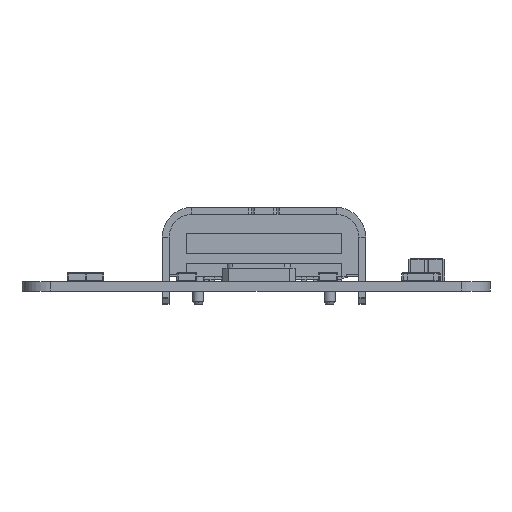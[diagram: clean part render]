
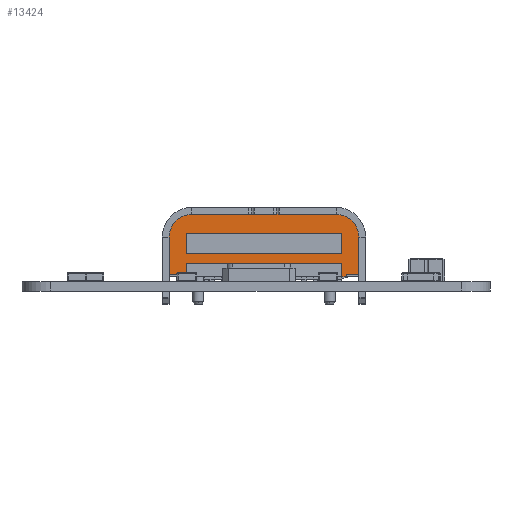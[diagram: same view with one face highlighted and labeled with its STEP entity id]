
A CAD part, front view. The second image highlights one B-rep face of the part: STEP entity #13424.
In plain terms, the highlighted planar face has unit normal (0, -1, 0).
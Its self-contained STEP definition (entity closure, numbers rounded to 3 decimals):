
#11718 = VERTEX_POINT('',#11719);
#11719 = CARTESIAN_POINT('',(-3.079,-3.664,
    2.96));
#11725 = EDGE_CURVE('',#11718,#11726,#11728,.T.);
#11726 = VERTEX_POINT('',#11727);
#11727 = CARTESIAN_POINT('',(3.271,-3.664,
    2.96));
#11728 = LINE('',#11729,#11730);
#11729 = CARTESIAN_POINT('',(3.271,-3.664,
    2.96));
#11730 = VECTOR('',#11731,1.);
#11731 = DIRECTION('',(1.,0.,0.));
#13273 = VERTEX_POINT('',#13274);
#13274 = CARTESIAN_POINT('',(-4.074,-3.664,
    0.325));
#13280 = EDGE_CURVE('',#13273,#13281,#13283,.T.);
#13281 = VERTEX_POINT('',#13282);
#13282 = CARTESIAN_POINT('',(-4.074,-3.664,
    1.965));
#13283 = LINE('',#13284,#13285);
#13284 = CARTESIAN_POINT('',(-4.074,-3.664,
    1.395));
#13285 = VECTOR('',#13286,1.);
#13286 = DIRECTION('',(0.,0.,1.));
#13326 = EDGE_CURVE('',#13281,#11718,#13327,.T.);
#13327 = CIRCLE('',#13328,0.995);
#13328 = AXIS2_PLACEMENT_3D('',#13329,#13330,#13331);
#13329 = CARTESIAN_POINT('',(-3.079,-3.664,
    1.965));
#13330 = DIRECTION('',(0.,1.,0.));
#13331 = DIRECTION('',(-1.,0.,0.));
#13344 = VERTEX_POINT('',#13345);
#13345 = CARTESIAN_POINT('',(4.266,-3.664,
    1.965));
#13359 = EDGE_CURVE('',#11726,#13344,#13360,.T.);
#13360 = CIRCLE('',#13361,0.995);
#13361 = AXIS2_PLACEMENT_3D('',#13362,#13363,#13364);
#13362 = CARTESIAN_POINT('',(3.271,-3.664,
    1.965));
#13363 = DIRECTION('',(0.,1.,0.));
#13364 = DIRECTION('',(-1.,0.,0.));
#13377 = VERTEX_POINT('',#13378);
#13378 = CARTESIAN_POINT('',(4.266,-3.664,
    0.325));
#13414 = EDGE_CURVE('',#13344,#13377,#13415,.T.);
#13415 = LINE('',#13416,#13417);
#13416 = CARTESIAN_POINT('',(4.266,-3.664,
    1.395));
#13417 = VECTOR('',#13418,1.);
#13418 = DIRECTION('',(0.,0.,-1.));
#13424 = ADVANCED_FACE('',(#13425,#13459),#13536,.F.);
#13425 = FACE_BOUND('',#13426,.T.);
#13426 = EDGE_LOOP('',(#13427,#13437,#13445,#13453));
#13427 = ORIENTED_EDGE('',*,*,#13428,.F.);
#13428 = EDGE_CURVE('',#13429,#13431,#13433,.T.);
#13429 = VERTEX_POINT('',#13430);
#13430 = CARTESIAN_POINT('',(-3.329,-3.664,
    1.23));
#13431 = VERTEX_POINT('',#13432);
#13432 = CARTESIAN_POINT('',(3.521,-3.664,
    1.23));
#13433 = LINE('',#13434,#13435);
#13434 = CARTESIAN_POINT('',(-3.329,-3.664,
    1.23));
#13435 = VECTOR('',#13436,1.);
#13436 = DIRECTION('',(1.,0.,0.));
#13437 = ORIENTED_EDGE('',*,*,#13438,.F.);
#13438 = EDGE_CURVE('',#13439,#13429,#13441,.T.);
#13439 = VERTEX_POINT('',#13440);
#13440 = CARTESIAN_POINT('',(-3.329,-3.664,
    2.14));
#13441 = LINE('',#13442,#13443);
#13442 = CARTESIAN_POINT('',(-3.329,-3.664,
    2.14));
#13443 = VECTOR('',#13444,1.);
#13444 = DIRECTION('',(0.,0.,-1.));
#13445 = ORIENTED_EDGE('',*,*,#13446,.F.);
#13446 = EDGE_CURVE('',#13447,#13439,#13449,.T.);
#13447 = VERTEX_POINT('',#13448);
#13448 = CARTESIAN_POINT('',(3.521,-3.664,
    2.14));
#13449 = LINE('',#13450,#13451);
#13450 = CARTESIAN_POINT('',(-3.329,-3.664,
    2.14));
#13451 = VECTOR('',#13452,1.);
#13452 = DIRECTION('',(-1.,0.,0.));
#13453 = ORIENTED_EDGE('',*,*,#13454,.F.);
#13454 = EDGE_CURVE('',#13431,#13447,#13455,.T.);
#13455 = LINE('',#13456,#13457);
#13456 = CARTESIAN_POINT('',(3.521,-3.664,
    2.14));
#13457 = VECTOR('',#13458,1.);
#13458 = DIRECTION('',(0.,0.,1.));
#13459 = FACE_BOUND('',#13460,.T.);
#13460 = EDGE_LOOP('',(#13461,#13471,#13479,#13485,#13486,#13487,#13488,
    #13489,#13490,#13498,#13506,#13514,#13522,#13530));
#13461 = ORIENTED_EDGE('',*,*,#13462,.F.);
#13462 = EDGE_CURVE('',#13463,#13465,#13467,.T.);
#13463 = VERTEX_POINT('',#13464);
#13464 = CARTESIAN_POINT('',(3.716,-3.664,
    0.225));
#13465 = VERTEX_POINT('',#13466);
#13466 = CARTESIAN_POINT('',(3.521,-3.664,
    0.225));
#13467 = LINE('',#13468,#13469);
#13468 = CARTESIAN_POINT('',(4.566,-3.664,
    0.225));
#13469 = VECTOR('',#13470,1.);
#13470 = DIRECTION('',(-1.,0.,0.));
#13471 = ORIENTED_EDGE('',*,*,#13472,.F.);
#13472 = EDGE_CURVE('',#13473,#13463,#13475,.T.);
#13473 = VERTEX_POINT('',#13474);
#13474 = CARTESIAN_POINT('',(3.716,-3.664,
    0.325));
#13475 = LINE('',#13476,#13477);
#13476 = CARTESIAN_POINT('',(3.716,-3.664,
    0.325));
#13477 = VECTOR('',#13478,1.);
#13478 = DIRECTION('',(0.,0.,-1.));
#13479 = ORIENTED_EDGE('',*,*,#13480,.F.);
#13480 = EDGE_CURVE('',#13377,#13473,#13481,.T.);
#13481 = LINE('',#13482,#13483);
#13482 = CARTESIAN_POINT('',(4.266,-3.664,
    0.325));
#13483 = VECTOR('',#13484,1.);
#13484 = DIRECTION('',(-1.,0.,0.));
#13485 = ORIENTED_EDGE('',*,*,#13414,.F.);
#13486 = ORIENTED_EDGE('',*,*,#13359,.F.);
#13487 = ORIENTED_EDGE('',*,*,#11725,.F.);
#13488 = ORIENTED_EDGE('',*,*,#13326,.F.);
#13489 = ORIENTED_EDGE('',*,*,#13280,.F.);
#13490 = ORIENTED_EDGE('',*,*,#13491,.F.);
#13491 = EDGE_CURVE('',#13492,#13273,#13494,.T.);
#13492 = VERTEX_POINT('',#13493);
#13493 = CARTESIAN_POINT('',(-3.524,-3.664,
    0.325));
#13494 = LINE('',#13495,#13496);
#13495 = CARTESIAN_POINT('',(-4.074,-3.664,
    0.325));
#13496 = VECTOR('',#13497,1.);
#13497 = DIRECTION('',(-1.,0.,0.));
#13498 = ORIENTED_EDGE('',*,*,#13499,.T.);
#13499 = EDGE_CURVE('',#13492,#13500,#13502,.T.);
#13500 = VERTEX_POINT('',#13501);
#13501 = CARTESIAN_POINT('',(-3.524,-3.664,
    0.225));
#13502 = LINE('',#13503,#13504);
#13503 = CARTESIAN_POINT('',(-3.524,-3.664,
    0.325));
#13504 = VECTOR('',#13505,1.);
#13505 = DIRECTION('',(0.,0.,-1.));
#13506 = ORIENTED_EDGE('',*,*,#13507,.F.);
#13507 = EDGE_CURVE('',#13508,#13500,#13510,.T.);
#13508 = VERTEX_POINT('',#13509);
#13509 = CARTESIAN_POINT('',(-3.329,-3.664,
    0.225));
#13510 = LINE('',#13511,#13512);
#13511 = CARTESIAN_POINT('',(4.566,-3.664,
    0.225));
#13512 = VECTOR('',#13513,1.);
#13513 = DIRECTION('',(-1.,0.,0.));
#13514 = ORIENTED_EDGE('',*,*,#13515,.F.);
#13515 = EDGE_CURVE('',#13516,#13508,#13518,.T.);
#13516 = VERTEX_POINT('',#13517);
#13517 = CARTESIAN_POINT('',(-3.329,-3.664,
    0.805));
#13518 = LINE('',#13519,#13520);
#13519 = CARTESIAN_POINT('',(-3.329,-3.664,
    0.805));
#13520 = VECTOR('',#13521,1.);
#13521 = DIRECTION('',(0.,0.,-1.));
#13522 = ORIENTED_EDGE('',*,*,#13523,.F.);
#13523 = EDGE_CURVE('',#13524,#13516,#13526,.T.);
#13524 = VERTEX_POINT('',#13525);
#13525 = CARTESIAN_POINT('',(3.521,-3.664,
    0.805));
#13526 = LINE('',#13527,#13528);
#13527 = CARTESIAN_POINT('',(-3.329,-3.664,
    0.805));
#13528 = VECTOR('',#13529,1.);
#13529 = DIRECTION('',(-1.,0.,0.));
#13530 = ORIENTED_EDGE('',*,*,#13531,.F.);
#13531 = EDGE_CURVE('',#13465,#13524,#13532,.T.);
#13532 = LINE('',#13533,#13534);
#13533 = CARTESIAN_POINT('',(3.521,-3.664,
    0.805));
#13534 = VECTOR('',#13535,1.);
#13535 = DIRECTION('',(0.,0.,1.));
#13536 = PLANE('',#13537);
#13537 = AXIS2_PLACEMENT_3D('',#13538,#13539,#13540);
#13538 = CARTESIAN_POINT('',(3.271,-3.664,
    1.395));
#13539 = DIRECTION('',(0.,1.,0.));
#13540 = DIRECTION('',(-1.,0.,0.));
